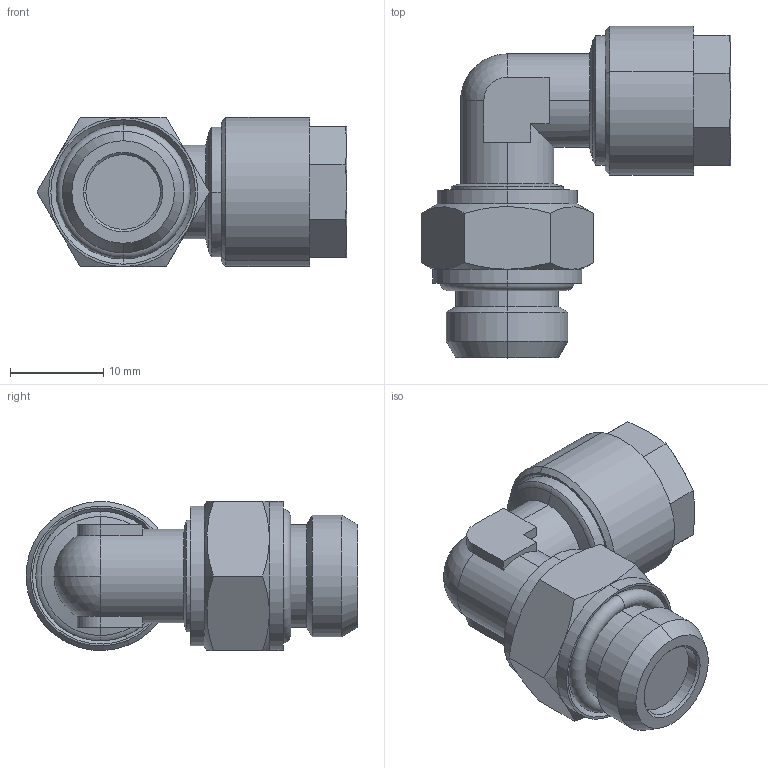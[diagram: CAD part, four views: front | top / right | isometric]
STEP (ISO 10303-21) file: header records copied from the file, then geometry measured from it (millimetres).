
FILE_DESCRIPTION(( 'MC.40.10.14.step' ), '1');
FILE_NAME( 'MC.40.10.14.step', '2018-11-09T15:45:17',( 'Sopra'),('sopra-pneumatic.com'), 'SwSTEP 2.0','SolidWorks 2009','' );
FILE_SCHEMA (( 'AUTOMOTIVE_DESIGN' ));
Length unit declared in the file: millimetre
Products named in the file (1): 0111500005
Bounding box: 33.24 x 35.59 x 16 mm (x, y, z)
Volume: 7165.4 mm3; surface area: 3181.9 mm2
Topology: 1 solids, 1 shells, 114 faces, 260 edges, 155 vertices
Faces by surface type: plane 37, cone 35, cylinder 28, torus 12, sphere 2
Entity records: 4580 total; most frequent: CARTESIAN_POINT 713, DIRECTION 573, ORIENTED_EDGE 520, EDGE_CURVE 260, AXIS2_PLACEMENT_3D 235, VERTEX_POINT 155, EDGE_LOOP 121, CIRCLE 120
